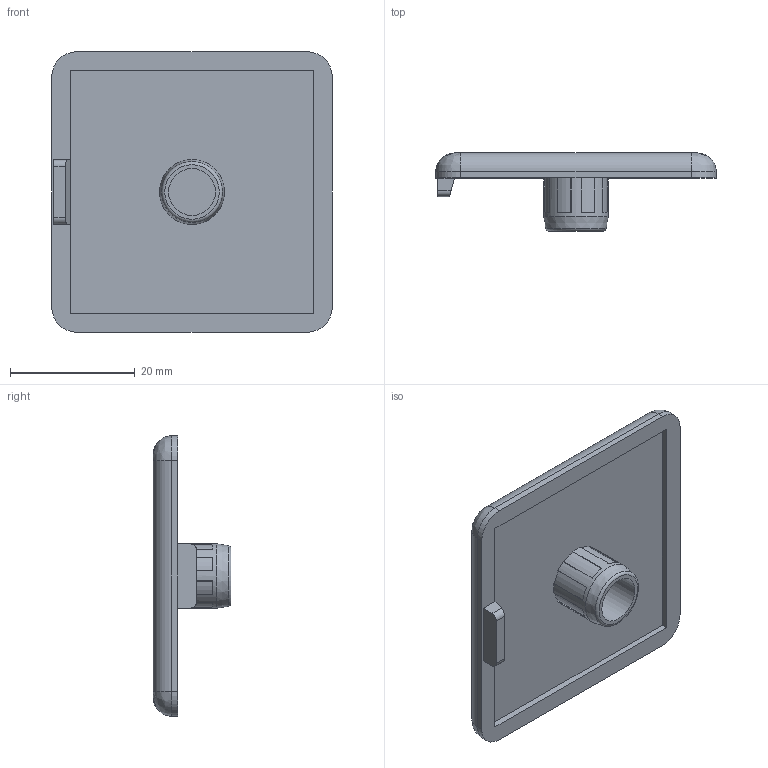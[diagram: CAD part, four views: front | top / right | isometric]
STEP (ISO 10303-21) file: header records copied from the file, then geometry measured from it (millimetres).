
FILE_DESCRIPTION(/* description */ (''),/* implementation_level */ '2;1');
FILE_NAME(/* name */ '1008306.stp',/* time_stamp */ '2024-07-23T14:35:53+02:00',/* author */ ('Bo'),/* organization */ (''),/* preprocessor_version */ 'ST-DEVELOPER v20',/* originating_system */ 'Autodesk Inventor 2025',/* authorisation */ ' ');
FILE_SCHEMA (('AUTOMOTIVE_DESIGN { 1 0 10303 214 3 1 1 }'));
Length unit declared in the file: millimetre
Products named in the file (1): 1008306
Bounding box: 45 x 12.5 x 45 mm (x, y, z)
Volume: 6621.3 mm3; surface area: 5247 mm2
Topology: 1 solids, 1 shells, 68 faces, 179 edges, 116 vertices
Faces by surface type: plane 42, cylinder 20, bspline 4, torus 1, cone 1
Full cylindrical faces by diameter (mm): 7.5 x1, 10.4 x1
Entity records: 2176 total; most frequent: CARTESIAN_POINT 396, DIRECTION 374, ORIENTED_EDGE 358, EDGE_CURVE 179, AXIS2_PLACEMENT_3D 130, VERTEX_POINT 116, LINE 114, VECTOR 114
